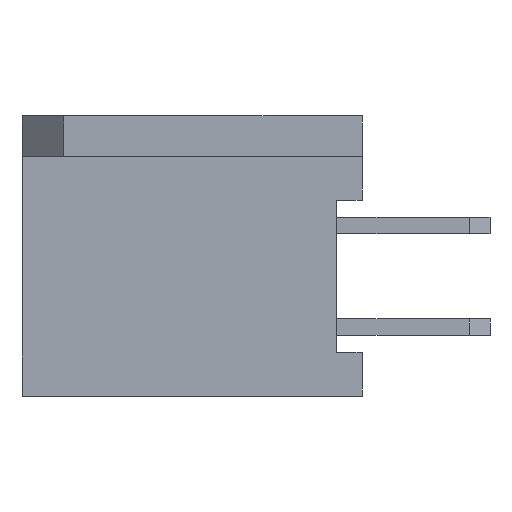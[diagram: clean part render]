
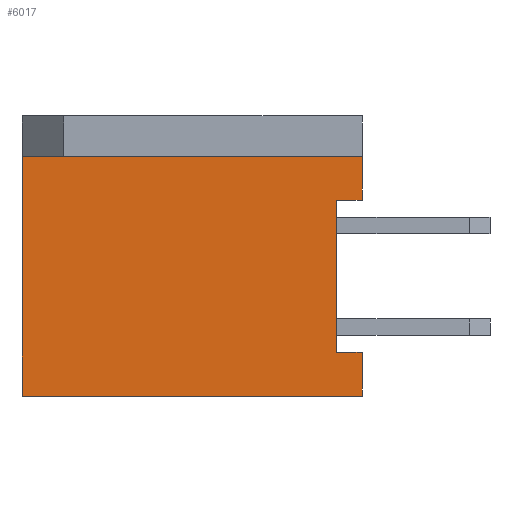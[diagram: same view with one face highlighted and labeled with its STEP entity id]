
A CAD part, left-side view. The second image highlights one B-rep face of the part: STEP entity #6017.
In plain terms, the highlighted planar face has unit normal (-1, 0, 0).
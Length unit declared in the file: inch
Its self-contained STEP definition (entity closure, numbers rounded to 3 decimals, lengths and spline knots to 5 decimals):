
#39 = ORIENTED_EDGE ( 'NONE', *, *, #7636, .T. ) ;
#147 = PLANE ( 'NONE',  #7697 ) ;
#284 = CARTESIAN_POINT ( 'NONE',  ( -0.75, 0.335, 0.118 ) ) ;
#417 = EDGE_CURVE ( 'NONE', #5583, #7099, #8448, .T. ) ;
#437 = ORIENTED_EDGE ( 'NONE', *, *, #2865, .T. ) ;
#695 = VERTEX_POINT ( 'NONE', #1861 ) ;
#741 = EDGE_CURVE ( 'NONE', #7099, #695, #3723, .T. ) ;
#846 = ORIENTED_EDGE ( 'NONE', *, *, #7966, .T. ) ;
#914 = DIRECTION ( 'NONE',  ( 0., 0., 1. ) ) ;
#943 = CARTESIAN_POINT ( 'NONE',  ( -0.75, 0.335, -0.118 ) ) ;
#953 = ORIENTED_EDGE ( 'NONE', *, *, #7795, .F. ) ;
#1006 = CARTESIAN_POINT ( 'NONE',  ( -0.75, 0., 0.118 ) ) ;
#1050 = VERTEX_POINT ( 'NONE', #4914 ) ;
#1340 = LINE ( 'NONE', #4791, #5989 ) ;
#1399 = DIRECTION ( 'NONE',  ( 0., 0., 1. ) ) ;
#1419 = DIRECTION ( 'NONE',  ( 0., -1., 0. ) ) ;
#1422 = CARTESIAN_POINT ( 'NONE',  ( -0.75, 0., -0.118 ) ) ;
#1828 = DIRECTION ( 'NONE',  ( 0., 0., 1. ) ) ;
#1861 = CARTESIAN_POINT ( 'NONE',  ( -0.75, 0.025, -0.075 ) ) ;
#2222 = ORIENTED_EDGE ( 'NONE', *, *, #4963, .F. ) ;
#2385 = VERTEX_POINT ( 'NONE', #6729 ) ;
#2636 = LINE ( 'NONE', #7311, #3828 ) ;
#2778 = CARTESIAN_POINT ( 'NONE',  ( -0.75, 0.335, 0.118 ) ) ;
#2865 = EDGE_CURVE ( 'NONE', #1050, #6646, #1340, .T. ) ;
#3207 = VECTOR ( 'NONE', #3827, 39.37008 ) ;
#3420 = CARTESIAN_POINT ( 'NONE',  ( -0.75, 0., 0.118 ) ) ;
#3652 = LINE ( 'NONE', #284, #6159 ) ;
#3692 = VECTOR ( 'NONE', #1828, 39.37008 ) ;
#3723 = LINE ( 'NONE', #4422, #5132 ) ;
#3740 = DIRECTION ( 'NONE',  ( 0., -1., 0. ) ) ;
#3803 = DIRECTION ( 'NONE',  ( 0., 1., 0. ) ) ;
#3827 = DIRECTION ( 'NONE',  ( 0., 0., 1. ) ) ;
#3828 = VECTOR ( 'NONE', #1399, 39.37008 ) ;
#3920 = FACE_OUTER_BOUND ( 'NONE', #4003, .T. ) ;
#4003 = EDGE_LOOP ( 'NONE', ( #39, #437, #846, #2222, #953, #6652, #7986, #7031 ) ) ;
#4208 = LINE ( 'NONE', #8169, #3692 ) ;
#4422 = CARTESIAN_POINT ( 'NONE',  ( -0.75, 0.025, -0.075 ) ) ;
#4459 = EDGE_CURVE ( 'NONE', #6730, #5583, #4599, .T. ) ;
#4545 = CARTESIAN_POINT ( 'NONE',  ( -0.75, 0., -0.075 ) ) ;
#4599 = LINE ( 'NONE', #4771, #8373 ) ;
#4771 = CARTESIAN_POINT ( 'NONE',  ( -0.75, 0.335, -0.118 ) ) ;
#4774 = CARTESIAN_POINT ( 'NONE',  ( -0.75, 0., 0.075 ) ) ;
#4791 = CARTESIAN_POINT ( 'NONE',  ( -0.75, 0.025, 0.075 ) ) ;
#4914 = CARTESIAN_POINT ( 'NONE',  ( -0.75, 0.025, 0.075 ) ) ;
#4963 = EDGE_CURVE ( 'NONE', #5278, #2385, #3652, .T. ) ;
#5072 = VECTOR ( 'NONE', #914, 39.37008 ) ;
#5132 = VECTOR ( 'NONE', #3803, 39.37008 ) ;
#5278 = VERTEX_POINT ( 'NONE', #5488 ) ;
#5488 = CARTESIAN_POINT ( 'NONE',  ( -0.75, 0.335, 0.118 ) ) ;
#5583 = VERTEX_POINT ( 'NONE', #1422 ) ;
#5989 = VECTOR ( 'NONE', #1419, 39.37008 ) ;
#6017 = ADVANCED_FACE ( 'NONE', ( #3920 ), #147, .F. ) ;
#6159 = VECTOR ( 'NONE', #3740, 39.37008 ) ;
#6646 = VERTEX_POINT ( 'NONE', #4774 ) ;
#6652 = ORIENTED_EDGE ( 'NONE', *, *, #4459, .T. ) ;
#6729 = CARTESIAN_POINT ( 'NONE',  ( -0.75, 0., 0.118 ) ) ;
#6730 = VERTEX_POINT ( 'NONE', #943 ) ;
#7031 = ORIENTED_EDGE ( 'NONE', *, *, #741, .T. ) ;
#7099 = VERTEX_POINT ( 'NONE', #4545 ) ;
#7311 = CARTESIAN_POINT ( 'NONE',  ( -0.75, 0.025, -0.075 ) ) ;
#7457 = DIRECTION ( 'NONE',  ( 1., 0., 0. ) ) ;
#7478 = LINE ( 'NONE', #1006, #5072 ) ;
#7636 = EDGE_CURVE ( 'NONE', #695, #1050, #2636, .T. ) ;
#7697 = AXIS2_PLACEMENT_3D ( 'NONE', #2778, #7457, #8042 ) ;
#7795 = EDGE_CURVE ( 'NONE', #6730, #5278, #4208, .T. ) ;
#7915 = DIRECTION ( 'NONE',  ( 0., -1., 0. ) ) ;
#7966 = EDGE_CURVE ( 'NONE', #6646, #2385, #7478, .T. ) ;
#7986 = ORIENTED_EDGE ( 'NONE', *, *, #417, .T. ) ;
#8042 = DIRECTION ( 'NONE',  ( 0., 0., -1. ) ) ;
#8169 = CARTESIAN_POINT ( 'NONE',  ( -0.75, 0.335, 0.118 ) ) ;
#8373 = VECTOR ( 'NONE', #7915, 39.37008 ) ;
#8448 = LINE ( 'NONE', #3420, #3207 ) ;
